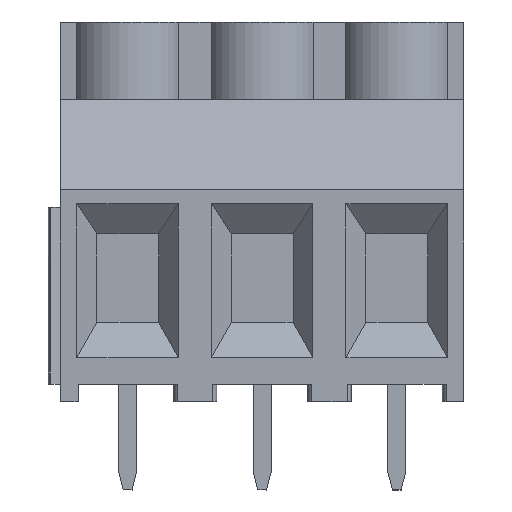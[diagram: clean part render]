
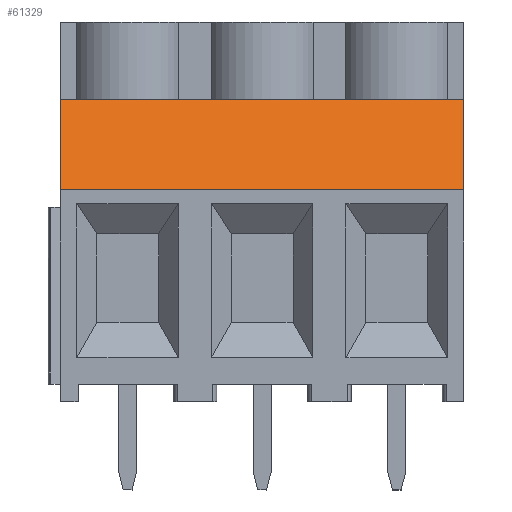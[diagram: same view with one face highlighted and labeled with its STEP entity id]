
A CAD part, front view. The second image highlights one B-rep face of the part: STEP entity #61329.
In plain terms, the highlighted planar face has unit normal (0, -0.904, 0.427).
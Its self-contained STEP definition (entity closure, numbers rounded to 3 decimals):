
#61309=AXIS2_PLACEMENT_3D('Plane Axis2P3D',#61306,#61307,#61308) ;
#1668=CARTESIAN_POINT('Vertex',(23.55,3.411,22.1)) ;
#1671=CARTESIAN_POINT('Line Origine',(23.55,2.205,19.55)) ;
#1675=CARTESIAN_POINT('Vertex',(23.55,1.,17.)) ;
#11569=CARTESIAN_POINT('Vertex',(0.7,1.,17.)) ;
#11577=CARTESIAN_POINT('Line Origine',(12.125,1.,17.)) ;
#61306=CARTESIAN_POINT('Axis2P3D Location',(-14.55,5.721,26.986)) ;
#61311=CARTESIAN_POINT('Line Origine',(12.125,3.411,22.1)) ;
#61315=CARTESIAN_POINT('Vertex',(0.7,3.411,22.1)) ;
#61318=CARTESIAN_POINT('Line Origine',(0.7,2.205,19.55)) ;
#1672=DIRECTION('Vector Direction',(0.,-0.427,-0.904)) ;
#11578=DIRECTION('Vector Direction',(-1.,0.,0.)) ;
#61307=DIRECTION('Axis2P3D Direction',(0.,0.904,-0.427)) ;
#61308=DIRECTION('Axis2P3D XDirection',(0.,0.427,0.904)) ;
#61312=DIRECTION('Vector Direction',(1.,0.,0.)) ;
#61319=DIRECTION('Vector Direction',(0.,-0.427,-0.904)) ;
#1673=VECTOR('Line Direction',#1672,1.) ;
#11579=VECTOR('Line Direction',#11578,1.) ;
#61313=VECTOR('Line Direction',#61312,1.) ;
#61320=VECTOR('Line Direction',#61319,1.) ;
#61324=ORIENTED_EDGE('',*,*,#61317,.F.) ;
#61325=ORIENTED_EDGE('',*,*,#61322,.T.) ;
#61326=ORIENTED_EDGE('',*,*,#11581,.F.) ;
#61327=ORIENTED_EDGE('',*,*,#1677,.F.) ;
#61329=ADVANCED_FACE('MAIN BODY',(#61328),#61310,.F.) ;
#1677=EDGE_CURVE('',#1669,#1676,#1674,.T.) ;
#11581=EDGE_CURVE('',#1676,#11570,#11580,.T.) ;
#61317=EDGE_CURVE('',#61316,#1669,#61314,.T.) ;
#61322=EDGE_CURVE('',#61316,#11570,#61321,.T.) ;
#61323=EDGE_LOOP('',(#61324,#61325,#61326,#61327)) ;
#61328=FACE_OUTER_BOUND('',#61323,.T.) ;
#1674=LINE('Line',#1671,#1673) ;
#11580=LINE('Line',#11577,#11579) ;
#61314=LINE('Line',#61311,#61313) ;
#61321=LINE('Line',#61318,#61320) ;
#61310=PLANE('',#61309) ;
#1669=VERTEX_POINT('',#1668) ;
#1676=VERTEX_POINT('',#1675) ;
#11570=VERTEX_POINT('',#11569) ;
#61316=VERTEX_POINT('',#61315) ;
